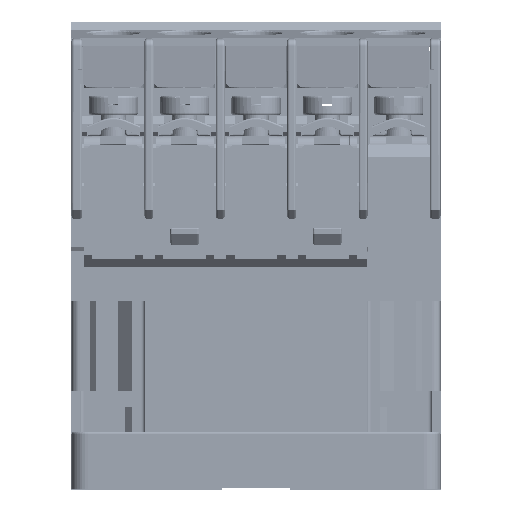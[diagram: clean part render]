
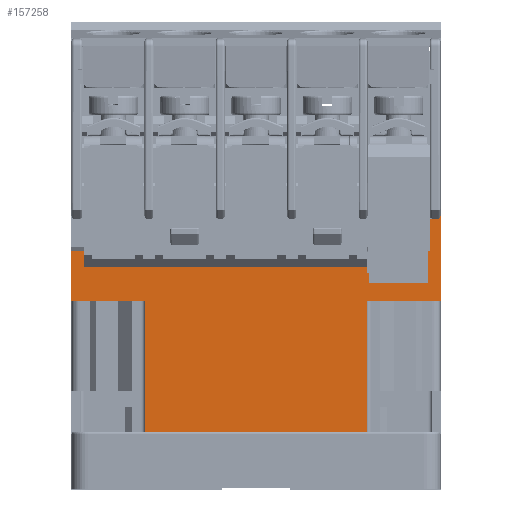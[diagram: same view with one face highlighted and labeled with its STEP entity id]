
A CAD part, top view. The second image highlights one B-rep face of the part: STEP entity #157258.
In plain terms, the highlighted planar face has unit normal (0, 0, 1).
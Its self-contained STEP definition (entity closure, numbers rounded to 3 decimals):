
#2891=DIRECTION('',(0.,1.,0.));
#2892=VECTOR('',#2891,0.7);
#2893=CARTESIAN_POINT('',(36.,17.1,-8.25));
#2894=LINE('',#2893,#2892);
#18733=DIRECTION('',(-1.,0.,0.));
#18734=VECTOR('',#18733,34.5);
#18735=CARTESIAN_POINT('',(36.,17.8,-8.25));
#18736=LINE('',#18735,#18734);
#18749=DIRECTION('',(0.,-1.,0.));
#18750=VECTOR('',#18749,1.9);
#18751=CARTESIAN_POINT('',(1.5,19.7,-8.25));
#18752=LINE('',#18751,#18750);
#18825=DIRECTION('',(1.,0.,0.));
#18826=VECTOR('',#18825,1.5);
#18827=CARTESIAN_POINT('',(0.,19.7,-8.25));
#18828=LINE('',#18827,#18826);
#21942=DIRECTION('',(0.,1.,0.));
#21943=VECTOR('',#21942,4.);
#21944=CARTESIAN_POINT('',(43.7,19.7,-8.25));
#21945=LINE('',#21944,#21943);
#22189=CARTESIAN_POINT('',(44.7,24.,-8.25));
#22190=DIRECTION('',(0.,0.,-1.));
#22191=DIRECTION('',(1.,0.,0.));
#22192=AXIS2_PLACEMENT_3D('',#22189,#22190,#22191);
#23172=DIRECTION('',(0.,-1.,0.));
#23173=VECTOR('',#23172,10.3);
#23174=CARTESIAN_POINT('',(45.,24.,-8.25));
#23175=LINE('',#23174,#23173);
#23176=DIRECTION('',(0.,1.,0.));
#23177=VECTOR('',#23176,16.);
#23178=CARTESIAN_POINT('',(36.,-2.3,-8.25));
#23179=LINE('',#23178,#23177);
#23180=DIRECTION('',(-1.,0.,0.));
#23181=VECTOR('',#23180,27.);
#23182=CARTESIAN_POINT('',(36.,-2.3,-8.25));
#23183=LINE('',#23182,#23181);
#23184=DIRECTION('',(0.,1.,0.));
#23185=VECTOR('',#23184,16.);
#23186=CARTESIAN_POINT('',(9.,-2.3,-8.25));
#23187=LINE('',#23186,#23185);
#23188=DIRECTION('',(0.,1.,0.));
#23189=VECTOR('',#23188,6.);
#23190=CARTESIAN_POINT('',(0.,13.7,-8.25));
#23191=LINE('',#23190,#23189);
#23192=DIRECTION('',(-1.,0.,0.));
#23193=VECTOR('',#23192,4.5);
#23194=CARTESIAN_POINT('',(40.5,17.1,-8.25));
#23195=LINE('',#23194,#23193);
#23196=DIRECTION('',(1.,0.,0.));
#23197=VECTOR('',#23196,1.);
#23198=CARTESIAN_POINT('',(43.7,23.7,-8.25));
#23199=LINE('',#23198,#23197);
#23236=DIRECTION('',(1.,0.,0.));
#23237=VECTOR('',#23236,9.);
#23238=CARTESIAN_POINT('',(36.,13.7,-8.25));
#23239=LINE('',#23238,#23237);
#23788=DIRECTION('',(1.,0.,0.));
#23789=VECTOR('',#23788,9.);
#23790=CARTESIAN_POINT('',(0.,13.7,-8.25));
#23791=LINE('',#23790,#23789);
#24617=DIRECTION('',(0.,-1.,0.));
#24618=VECTOR('',#24617,2.6);
#24619=CARTESIAN_POINT('',(40.5,19.7,-8.25));
#24620=LINE('',#24619,#24618);
#24661=DIRECTION('',(-1.,0.,0.));
#24662=VECTOR('',#24661,2.4);
#24663=CARTESIAN_POINT('',(43.7,19.7,-8.25));
#24664=LINE('',#24663,#24662);
#24681=DIRECTION('',(1.,0.,0.));
#24682=VECTOR('',#24681,0.8);
#24683=CARTESIAN_POINT('',(40.5,19.7,-8.25));
#24684=LINE('',#24683,#24682);
#106240=CARTESIAN_POINT('',(44.7,23.7,-8.25));
#106242=VERTEX_POINT('',#106240);
#106244=CARTESIAN_POINT('',(45.,24.,-8.25));
#106246=VERTEX_POINT('',#106244);
#106817=CARTESIAN_POINT('',(43.7,23.7,-8.25));
#106818=VERTEX_POINT('',#106817);
#118456=CARTESIAN_POINT('',(40.5,17.1,-8.25));
#118457=CARTESIAN_POINT('',(36.,17.1,-8.25));
#118458=VERTEX_POINT('',#118456);
#118459=VERTEX_POINT('',#118457);
#118474=CARTESIAN_POINT('',(36.,17.8,-8.25));
#118475=VERTEX_POINT('',#118474);
#118604=CARTESIAN_POINT('',(36.,-2.3,-8.25));
#118605=CARTESIAN_POINT('',(36.,13.7,-8.25));
#118606=VERTEX_POINT('',#118604);
#118607=VERTEX_POINT('',#118605);
#118608=CARTESIAN_POINT('',(9.,-2.3,-8.25));
#118609=CARTESIAN_POINT('',(9.,13.7,-8.25));
#118610=VERTEX_POINT('',#118608);
#118611=VERTEX_POINT('',#118609);
#119806=CARTESIAN_POINT('',(0.,19.7,-8.25));
#119807=CARTESIAN_POINT('',(1.5,19.7,-8.25));
#119808=VERTEX_POINT('',#119806);
#119809=VERTEX_POINT('',#119807);
#119814=CARTESIAN_POINT('',(1.5,17.8,-8.25));
#119815=VERTEX_POINT('',#119814);
#120378=CARTESIAN_POINT('',(41.3,19.7,-8.25));
#120379=VERTEX_POINT('',#120378);
#120390=CARTESIAN_POINT('',(40.5,19.7,-8.25));
#120391=VERTEX_POINT('',#120390);
#120472=CARTESIAN_POINT('',(45.,13.7,-8.25));
#120473=VERTEX_POINT('',#120472);
#120516=CARTESIAN_POINT('',(0.,13.7,-8.25));
#120517=VERTEX_POINT('',#120516);
#121468=CARTESIAN_POINT('',(43.7,19.7,-8.25));
#121469=VERTEX_POINT('',#121468);
#157224=CARTESIAN_POINT('',(1.3,19.7,-8.25));
#157225=DIRECTION('',(0.,0.,-1.));
#157226=DIRECTION('',(1.,0.,0.));
#157227=AXIS2_PLACEMENT_3D('',#157224,#157225,#157226);
#157228=PLANE('',#157227);
#157229=ORIENTED_EDGE('',*,*,#139809,.T.);
#157231=ORIENTED_EDGE('',*,*,#157230,.F.);
#157233=ORIENTED_EDGE('',*,*,#157232,.F.);
#157235=ORIENTED_EDGE('',*,*,#157234,.T.);
#157237=ORIENTED_EDGE('',*,*,#157236,.T.);
#157239=ORIENTED_EDGE('',*,*,#157238,.F.);
#157240=ORIENTED_EDGE('',*,*,#142087,.T.);
#157241=ORIENTED_EDGE('',*,*,#152229,.T.);
#157242=ORIENTED_EDGE('',*,*,#152166,.T.);
#157243=ORIENTED_EDGE('',*,*,#152147,.F.);
#157244=ORIENTED_EDGE('',*,*,#133193,.F.);
#157246=ORIENTED_EDGE('',*,*,#157245,.F.);
#157248=ORIENTED_EDGE('',*,*,#157247,.F.);
#157250=ORIENTED_EDGE('',*,*,#157249,.T.);
#157252=ORIENTED_EDGE('',*,*,#157251,.F.);
#157253=ORIENTED_EDGE('',*,*,#155912,.T.);
#157254=ORIENTED_EDGE('',*,*,#156142,.T.);
#157255=ORIENTED_EDGE('',*,*,#156114,.F.);
#157256=EDGE_LOOP('',(#157229,#157231,#157233,#157235,#157237,#157239,#157240,
#157241,#157242,#157243,#157244,#157246,#157248,#157250,#157252,#157253,#157254,
#157255));
#157257=FACE_OUTER_BOUND('',#157256,.F.);
#157258=ADVANCED_FACE('',(#157257),#157228,.F.);
#22193=CIRCLE('',#22192,0.3);
#133193=EDGE_CURVE('',#118459,#118475,#2894,.T.);
#139809=EDGE_CURVE('',#106246,#120473,#23175,.T.);
#142087=EDGE_CURVE('',#120517,#119808,#23191,.T.);
#152147=EDGE_CURVE('',#118475,#119815,#18736,.T.);
#152166=EDGE_CURVE('',#119809,#119815,#18752,.T.);
#152229=EDGE_CURVE('',#119808,#119809,#18828,.T.);
#155912=EDGE_CURVE('',#121469,#106818,#21945,.T.);
#156114=EDGE_CURVE('',#106246,#106242,#22193,.T.);
#156142=EDGE_CURVE('',#106818,#106242,#23199,.T.);
#157230=EDGE_CURVE('',#118607,#120473,#23239,.T.);
#157232=EDGE_CURVE('',#118606,#118607,#23179,.T.);
#157234=EDGE_CURVE('',#118606,#118610,#23183,.T.);
#157236=EDGE_CURVE('',#118610,#118611,#23187,.T.);
#157238=EDGE_CURVE('',#120517,#118611,#23791,.T.);
#157245=EDGE_CURVE('',#118458,#118459,#23195,.T.);
#157247=EDGE_CURVE('',#120391,#118458,#24620,.T.);
#157249=EDGE_CURVE('',#120391,#120379,#24684,.T.);
#157251=EDGE_CURVE('',#121469,#120379,#24664,.T.);
